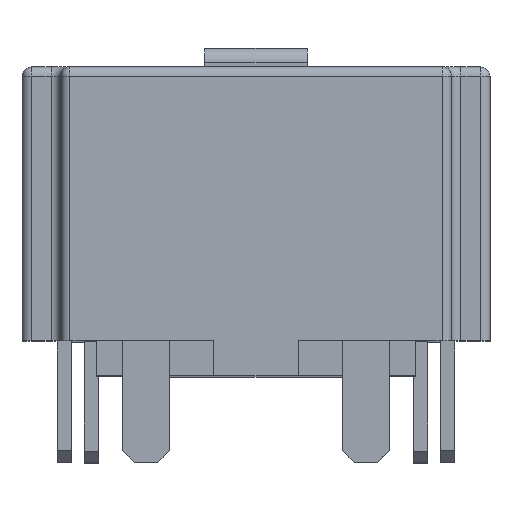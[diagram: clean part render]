
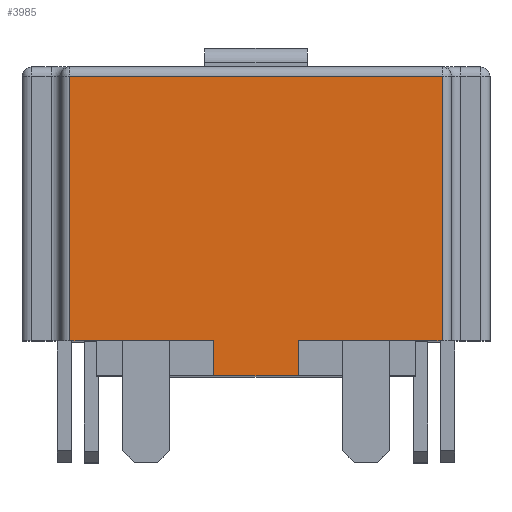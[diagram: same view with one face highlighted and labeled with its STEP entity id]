
A CAD part, top view. The second image highlights one B-rep face of the part: STEP entity #3985.
In plain terms, the highlighted planar face has unit normal (0, 0, 1).
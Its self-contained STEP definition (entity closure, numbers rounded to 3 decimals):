
#64=PLANE('',#4279);
#278=FACE_OUTER_BOUND('',#512,.T.);
#512=EDGE_LOOP('',(#3030,#3031,#3032,#3033,#3034,#3035,#3036,#3037));
#759=LINE('',#5736,#1252);
#828=LINE('',#5946,#1321);
#831=LINE('',#5958,#1324);
#834=LINE('',#5962,#1327);
#853=LINE('',#6000,#1346);
#884=LINE('',#6062,#1377);
#885=LINE('',#6064,#1378);
#886=LINE('',#6065,#1379);
#1252=VECTOR('',#4622,10.);
#1321=VECTOR('',#4809,10.);
#1324=VECTOR('',#4824,10.);
#1327=VECTOR('',#4829,10.);
#1346=VECTOR('',#4866,10.);
#1377=VECTOR('',#4899,10.);
#1378=VECTOR('',#4900,10.);
#1379=VECTOR('',#4901,10.);
#1815=VERTEX_POINT('',#5733);
#1816=VERTEX_POINT('',#5735);
#1894=VERTEX_POINT('',#5935);
#1897=VERTEX_POINT('',#5942);
#1901=VERTEX_POINT('',#5954);
#1911=VERTEX_POINT('',#5999);
#1941=VERTEX_POINT('',#6061);
#1942=VERTEX_POINT('',#6063);
#2199=EDGE_CURVE('',#1816,#1815,#759,.T.);
#2304=EDGE_CURVE('',#1894,#1897,#828,.T.);
#2310=EDGE_CURVE('',#1816,#1901,#831,.T.);
#2313=EDGE_CURVE('',#1901,#1894,#834,.T.);
#2333=EDGE_CURVE('',#1911,#1897,#853,.T.);
#2364=EDGE_CURVE('',#1815,#1941,#884,.T.);
#2365=EDGE_CURVE('',#1941,#1942,#885,.T.);
#2366=EDGE_CURVE('',#1942,#1911,#886,.T.);
#3030=ORIENTED_EDGE('',*,*,#2304,.F.);
#3031=ORIENTED_EDGE('',*,*,#2313,.F.);
#3032=ORIENTED_EDGE('',*,*,#2310,.F.);
#3033=ORIENTED_EDGE('',*,*,#2199,.T.);
#3034=ORIENTED_EDGE('',*,*,#2364,.T.);
#3035=ORIENTED_EDGE('',*,*,#2365,.T.);
#3036=ORIENTED_EDGE('',*,*,#2366,.T.);
#3037=ORIENTED_EDGE('',*,*,#2333,.T.);
#3985=ADVANCED_FACE('',(#278),#64,.T.);
#4279=AXIS2_PLACEMENT_3D('',#6060,#4897,#4898);
#4622=DIRECTION('',(1.,0.,0.));
#4809=DIRECTION('',(0.,-1.,0.));
#4824=DIRECTION('',(0.,1.,0.));
#4829=DIRECTION('',(1.,0.,0.));
#4866=DIRECTION('',(1.,0.,0.));
#4897=DIRECTION('center_axis',(0.,0.,1.));
#4898=DIRECTION('ref_axis',(1.,0.,0.));
#4899=DIRECTION('',(0.,-1.,0.));
#4900=DIRECTION('',(1.,0.,0.));
#4901=DIRECTION('',(0.,1.,0.));
#5733=CARTESIAN_POINT('',(-0.9,0.75,0.));
#5735=CARTESIAN_POINT('',(-3.975,0.75,0.));
#5736=CARTESIAN_POINT('',(-3.563,0.75,0.));
#5935=CARTESIAN_POINT('',(3.975,6.4,0.));
#5942=CARTESIAN_POINT('',(3.975,0.75,0.));
#5946=CARTESIAN_POINT('',(3.975,0.,0.));
#5954=CARTESIAN_POINT('',(-3.975,6.4,0.));
#5958=CARTESIAN_POINT('',(-3.975,0.,0.));
#5962=CARTESIAN_POINT('',(-2.088,6.4,0.));
#5999=CARTESIAN_POINT('',(0.9,0.75,0.));
#6000=CARTESIAN_POINT('',(-0.613,0.75,0.));
#6060=CARTESIAN_POINT('Origin',(-4.175,0.,0.));
#6061=CARTESIAN_POINT('',(-0.9,0.,0.));
#6062=CARTESIAN_POINT('',(-0.9,0.,0.));
#6063=CARTESIAN_POINT('',(0.9,0.,0.));
#6064=CARTESIAN_POINT('',(-4.175,0.,0.));
#6065=CARTESIAN_POINT('',(0.9,0.,0.));
